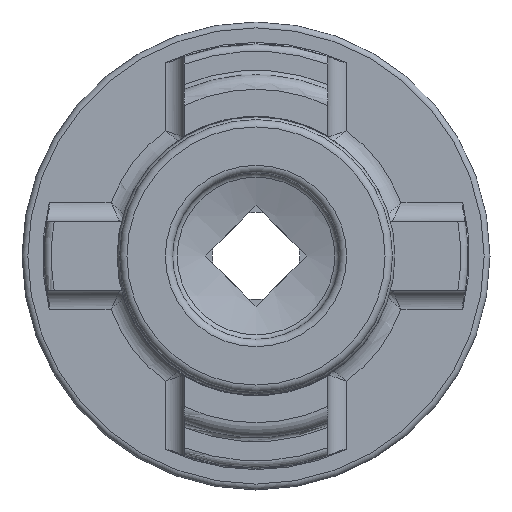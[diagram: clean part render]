
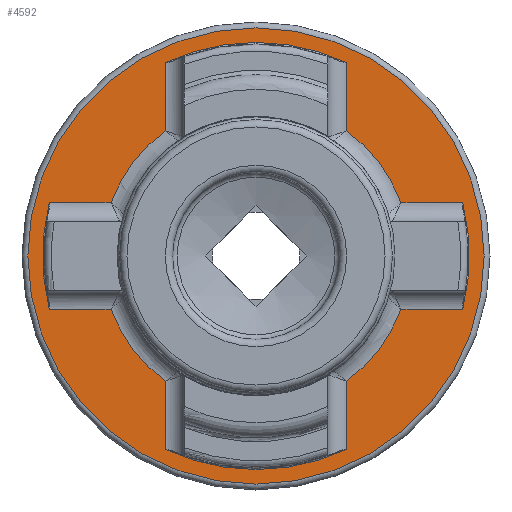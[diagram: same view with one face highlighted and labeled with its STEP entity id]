
A CAD part, left-side view. The second image highlights one B-rep face of the part: STEP entity #4592.
In plain terms, the highlighted planar face has unit normal (-1, 0, 0).
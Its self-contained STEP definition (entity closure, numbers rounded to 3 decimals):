
#94 = VERTEX_POINT ( 'NONE', #453 ) ;
#135 = EDGE_CURVE ( 'NONE', #672, #5144, #3694, .T. ) ;
#206 = EDGE_CURVE ( 'NONE', #5201, #2043, #5004, .T. ) ;
#207 = VERTEX_POINT ( 'NONE', #1696 ) ;
#274 = CARTESIAN_POINT ( 'NONE',  ( 23.8, 0., 0. ) ) ;
#322 = AXIS2_PLACEMENT_3D ( 'NONE', #4819, #2796, #3968 ) ;
#417 = VERTEX_POINT ( 'NONE', #1912 ) ;
#440 = EDGE_CURVE ( 'NONE', #672, #94, #4815, .T. ) ;
#453 = CARTESIAN_POINT ( 'NONE',  ( 23.8, -6.2, -13.218 ) ) ;
#522 = CIRCLE ( 'NONE', #1882, 10.56 ) ;
#593 = ORIENTED_EDGE ( 'NONE', *, *, #440, .F. ) ;
#631 = CARTESIAN_POINT ( 'NONE',  ( 23.8, 0., 0. ) ) ;
#672 = VERTEX_POINT ( 'NONE', #2854 ) ;
#689 = EDGE_CURVE ( 'NONE', #4726, #4665, #3101, .T. ) ;
#709 = VECTOR ( 'NONE', #3716, 1000. ) ;
#769 = FACE_BOUND ( 'NONE', #1514, .T. ) ;
#774 = LINE ( 'NONE', #3910, #2788 ) ;
#794 = DIRECTION ( 'NONE',  ( 0., 1., 0. ) ) ;
#811 = CIRCLE ( 'NONE', #1320, 10.56 ) ;
#881 = EDGE_CURVE ( 'NONE', #4403, #3633, #1494, .T. ) ;
#898 = CARTESIAN_POINT ( 'NONE',  ( 23.8, 14.6, 3.65 ) ) ;
#1015 = CIRCLE ( 'NONE', #4882, 15.6 ) ;
#1031 = CARTESIAN_POINT ( 'NONE',  ( 23.8, -14.136, 3.65 ) ) ;
#1034 = CARTESIAN_POINT ( 'NONE',  ( 23.8, -8.957, -3.65 ) ) ;
#1042 = ORIENTED_EDGE ( 'NONE', *, *, #1230, .T. ) ;
#1059 = CARTESIAN_POINT ( 'NONE',  ( 23.8, 6.2, -8.548 ) ) ;
#1072 = EDGE_CURVE ( 'NONE', #207, #2913, #1549, .T. ) ;
#1074 = DIRECTION ( 'NONE',  ( -1., 0., 0. ) ) ;
#1152 = VERTEX_POINT ( 'NONE', #1560 ) ;
#1195 = CARTESIAN_POINT ( 'NONE',  ( 23.8, 0., 0. ) ) ;
#1230 = EDGE_CURVE ( 'NONE', #2043, #1705, #3612, .T. ) ;
#1236 = CARTESIAN_POINT ( 'NONE',  ( 23.8, -14.41, 3.65 ) ) ;
#1245 = VERTEX_POINT ( 'NONE', #3098 ) ;
#1303 = CARTESIAN_POINT ( 'NONE',  ( 23.8, 14.136, -3.65 ) ) ;
#1320 = AXIS2_PLACEMENT_3D ( 'NONE', #631, #3465, #3880 ) ;
#1368 = EDGE_CURVE ( 'NONE', #4403, #4665, #1428, .T. ) ;
#1428 = CIRCLE ( 'NONE', #4560, 14.6 ) ;
#1429 = PLANE ( 'NONE',  #2152 ) ;
#1447 = CARTESIAN_POINT ( 'NONE',  ( 23.8, -6.2, -8.548 ) ) ;
#1493 = DIRECTION ( 'NONE',  ( 0., 0., -1. ) ) ;
#1494 = LINE ( 'NONE', #1034, #4622 ) ;
#1514 = EDGE_LOOP ( 'NONE', ( #3764, #4900, #1580, #4269, #593, #4333, #5221, #3706, #3916, #4899, #1042, #2799, #4651, #3329, #2173, #2852 ) ) ;
#1549 = LINE ( 'NONE', #2359, #3415 ) ;
#1560 = CARTESIAN_POINT ( 'NONE',  ( 23.8, -6.2, 13.218 ) ) ;
#1580 = ORIENTED_EDGE ( 'NONE', *, *, #4480, .T. ) ;
#1591 = CARTESIAN_POINT ( 'NONE',  ( 23.8, 6.2, 0. ) ) ;
#1631 = EDGE_CURVE ( 'NONE', #1152, #4232, #2425, .T. ) ;
#1673 = CARTESIAN_POINT ( 'NONE',  ( 23.8, 0., 0. ) ) ;
#1696 = CARTESIAN_POINT ( 'NONE',  ( 23.8, 9.909, -3.65 ) ) ;
#1705 = VERTEX_POINT ( 'NONE', #2817 ) ;
#1801 = DIRECTION ( 'NONE',  ( 0., 0., 1. ) ) ;
#1816 = DIRECTION ( 'NONE',  ( 0., 0., -1. ) ) ;
#1829 = CARTESIAN_POINT ( 'NONE',  ( 23.8, 0., 0. ) ) ;
#1871 = DIRECTION ( 'NONE',  ( 0., 0., -1. ) ) ;
#1876 = DIRECTION ( 'NONE',  ( 0., 0., 1. ) ) ;
#1882 = AXIS2_PLACEMENT_3D ( 'NONE', #1673, #2959, #3803 ) ;
#1908 = LINE ( 'NONE', #2957, #4391 ) ;
#1912 = CARTESIAN_POINT ( 'NONE',  ( 23.8, -6.2, 8.548 ) ) ;
#2043 = VERTEX_POINT ( 'NONE', #5074 ) ;
#2050 = DIRECTION ( 'NONE',  ( 0., -1., 0. ) ) ;
#2152 = AXIS2_PLACEMENT_3D ( 'NONE', #4272, #2191, #1816 ) ;
#2173 = ORIENTED_EDGE ( 'NONE', *, *, #2697, .T. ) ;
#2191 = DIRECTION ( 'NONE',  ( 1., 0., 0. ) ) ;
#2213 = LINE ( 'NONE', #2276, #4948 ) ;
#2226 = DIRECTION ( 'NONE',  ( -1., 0., 0. ) ) ;
#2250 = CARTESIAN_POINT ( 'NONE',  ( 23.8, 0., 0. ) ) ;
#2276 = CARTESIAN_POINT ( 'NONE',  ( 23.8, -6.2, 7.857 ) ) ;
#2287 = DIRECTION ( 'NONE',  ( -1., 0., 0. ) ) ;
#2347 = CIRCLE ( 'NONE', #4278, 14.6 ) ;
#2359 = CARTESIAN_POINT ( 'NONE',  ( 23.8, 14.6, -3.65 ) ) ;
#2425 = CIRCLE ( 'NONE', #322, 14.6 ) ;
#2449 = FACE_OUTER_BOUND ( 'NONE', #3712, .T. ) ;
#2469 = AXIS2_PLACEMENT_3D ( 'NONE', #3385, #3345, #2948 ) ;
#2537 = DIRECTION ( 'NONE',  ( 0., 0., 1. ) ) ;
#2559 = EDGE_CURVE ( 'NONE', #5144, #207, #3344, .T. ) ;
#2697 = EDGE_CURVE ( 'NONE', #417, #4726, #811, .T. ) ;
#2740 = DIRECTION ( 'NONE',  ( 1., 0., 0. ) ) ;
#2788 = VECTOR ( 'NONE', #1871, 1000. ) ;
#2796 = DIRECTION ( 'NONE',  ( -1., 0., 0. ) ) ;
#2799 = ORIENTED_EDGE ( 'NONE', *, *, #3699, .T. ) ;
#2817 = CARTESIAN_POINT ( 'NONE',  ( 23.8, 6.2, 8.548 ) ) ;
#2852 = ORIENTED_EDGE ( 'NONE', *, *, #689, .T. ) ;
#2854 = CARTESIAN_POINT ( 'NONE',  ( 23.8, 6.2, -13.218 ) ) ;
#2861 = CARTESIAN_POINT ( 'NONE',  ( 23.8, 0., 0. ) ) ;
#2913 = VERTEX_POINT ( 'NONE', #1303 ) ;
#2948 = DIRECTION ( 'NONE',  ( 0., 0., -1. ) ) ;
#2957 = CARTESIAN_POINT ( 'NONE',  ( 23.8, 6.2, 0. ) ) ;
#2959 = DIRECTION ( 'NONE',  ( 1., 0., 0. ) ) ;
#3098 = CARTESIAN_POINT ( 'NONE',  ( 23.8, 0., 15.6 ) ) ;
#3101 = LINE ( 'NONE', #1236, #4132 ) ;
#3193 = DIRECTION ( 'NONE',  ( 0., 0., -1. ) ) ;
#3294 = DIRECTION ( 'NONE',  ( -1., 0., 0. ) ) ;
#3329 = ORIENTED_EDGE ( 'NONE', *, *, #4341, .T. ) ;
#3344 = CIRCLE ( 'NONE', #2469, 10.56 ) ;
#3345 = DIRECTION ( 'NONE',  ( 1., 0., 0. ) ) ;
#3369 = VECTOR ( 'NONE', #4570, 1000. ) ;
#3385 = CARTESIAN_POINT ( 'NONE',  ( 23.8, 0., 0. ) ) ;
#3410 = AXIS2_PLACEMENT_3D ( 'NONE', #1195, #2740, #3193 ) ;
#3415 = VECTOR ( 'NONE', #794, 1000. ) ;
#3427 = EDGE_CURVE ( 'NONE', #5201, #2913, #2347, .T. ) ;
#3465 = DIRECTION ( 'NONE',  ( 1., 0., 0. ) ) ;
#3488 = DIRECTION ( 'NONE',  ( 0., 0., 1. ) ) ;
#3507 = CARTESIAN_POINT ( 'NONE',  ( 23.8, -9.909, 3.65 ) ) ;
#3612 = CIRCLE ( 'NONE', #3410, 10.56 ) ;
#3633 = VERTEX_POINT ( 'NONE', #4523 ) ;
#3694 = LINE ( 'NONE', #1591, #709 ) ;
#3699 = EDGE_CURVE ( 'NONE', #1705, #4232, #1908, .T. ) ;
#3706 = ORIENTED_EDGE ( 'NONE', *, *, #1072, .T. ) ;
#3712 = EDGE_LOOP ( 'NONE', ( #4174 ) ) ;
#3716 = DIRECTION ( 'NONE',  ( 0., 0., 1. ) ) ;
#3764 = ORIENTED_EDGE ( 'NONE', *, *, #1368, .F. ) ;
#3803 = DIRECTION ( 'NONE',  ( 0., 0., -1. ) ) ;
#3860 = DIRECTION ( 'NONE',  ( 0., 1., 0. ) ) ;
#3880 = DIRECTION ( 'NONE',  ( 0., 0., -1. ) ) ;
#3910 = CARTESIAN_POINT ( 'NONE',  ( 23.8, -6.2, -13.753 ) ) ;
#3916 = ORIENTED_EDGE ( 'NONE', *, *, #3427, .F. ) ;
#3968 = DIRECTION ( 'NONE',  ( 0., 0., 1. ) ) ;
#4132 = VECTOR ( 'NONE', #2050, 1000. ) ;
#4174 = ORIENTED_EDGE ( 'NONE', *, *, #4607, .T. ) ;
#4232 = VERTEX_POINT ( 'NONE', #5065 ) ;
#4252 = CARTESIAN_POINT ( 'NONE',  ( 23.8, 14.136, 3.65 ) ) ;
#4269 = ORIENTED_EDGE ( 'NONE', *, *, #4319, .T. ) ;
#4272 = CARTESIAN_POINT ( 'NONE',  ( 23.8, 14.6, 0. ) ) ;
#4278 = AXIS2_PLACEMENT_3D ( 'NONE', #274, #2287, #3488 ) ;
#4296 = AXIS2_PLACEMENT_3D ( 'NONE', #2250, #1074, #1876 ) ;
#4319 = EDGE_CURVE ( 'NONE', #4710, #94, #774, .T. ) ;
#4333 = ORIENTED_EDGE ( 'NONE', *, *, #135, .T. ) ;
#4341 = EDGE_CURVE ( 'NONE', #1152, #417, #2213, .T. ) ;
#4391 = VECTOR ( 'NONE', #2537, 1000. ) ;
#4403 = VERTEX_POINT ( 'NONE', #4506 ) ;
#4480 = EDGE_CURVE ( 'NONE', #3633, #4710, #522, .T. ) ;
#4506 = CARTESIAN_POINT ( 'NONE',  ( 23.8, -14.136, -3.65 ) ) ;
#4515 = DIRECTION ( 'NONE',  ( 0., 0., 1. ) ) ;
#4523 = CARTESIAN_POINT ( 'NONE',  ( 23.8, -9.909, -3.65 ) ) ;
#4560 = AXIS2_PLACEMENT_3D ( 'NONE', #2861, #3294, #4515 ) ;
#4570 = DIRECTION ( 'NONE',  ( 0., -1., 0. ) ) ;
#4592 = ADVANCED_FACE ( 'NONE', ( #769, #2449 ), #1429, .F. ) ;
#4607 = EDGE_CURVE ( 'NONE', #1245, #1245, #1015, .T. ) ;
#4622 = VECTOR ( 'NONE', #3860, 1000. ) ;
#4651 = ORIENTED_EDGE ( 'NONE', *, *, #1631, .F. ) ;
#4665 = VERTEX_POINT ( 'NONE', #1031 ) ;
#4710 = VERTEX_POINT ( 'NONE', #1447 ) ;
#4726 = VERTEX_POINT ( 'NONE', #3507 ) ;
#4815 = CIRCLE ( 'NONE', #4296, 14.6 ) ;
#4819 = CARTESIAN_POINT ( 'NONE',  ( 23.8, 0., 0. ) ) ;
#4882 = AXIS2_PLACEMENT_3D ( 'NONE', #1829, #2226, #1801 ) ;
#4899 = ORIENTED_EDGE ( 'NONE', *, *, #206, .T. ) ;
#4900 = ORIENTED_EDGE ( 'NONE', *, *, #881, .T. ) ;
#4948 = VECTOR ( 'NONE', #1493, 1000. ) ;
#5004 = LINE ( 'NONE', #898, #3369 ) ;
#5065 = CARTESIAN_POINT ( 'NONE',  ( 23.8, 6.2, 13.218 ) ) ;
#5074 = CARTESIAN_POINT ( 'NONE',  ( 23.8, 9.909, 3.65 ) ) ;
#5144 = VERTEX_POINT ( 'NONE', #1059 ) ;
#5201 = VERTEX_POINT ( 'NONE', #4252 ) ;
#5221 = ORIENTED_EDGE ( 'NONE', *, *, #2559, .T. ) ;
